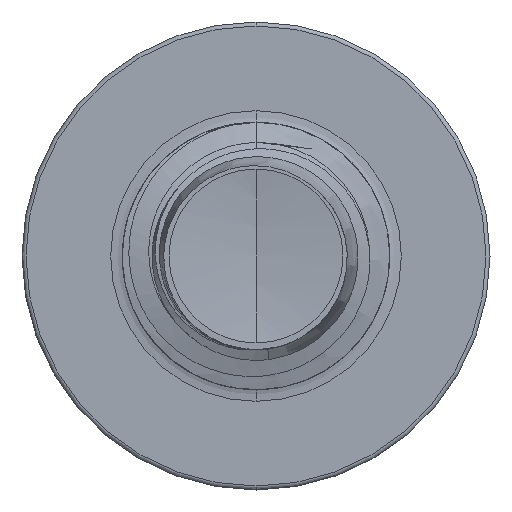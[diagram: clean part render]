
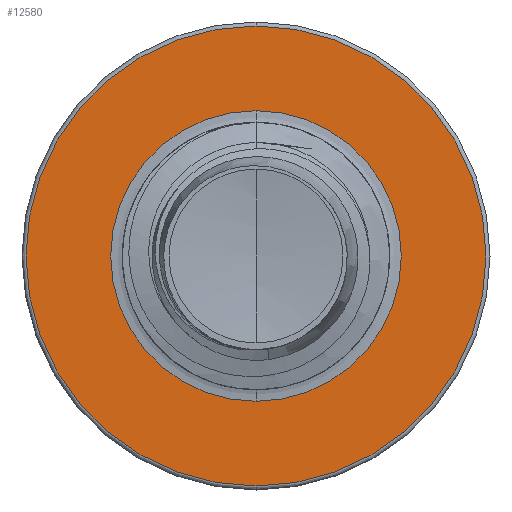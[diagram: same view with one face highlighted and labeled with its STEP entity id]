
A CAD part, front view. The second image highlights one B-rep face of the part: STEP entity #12580.
In plain terms, the highlighted planar face has unit normal (0, -1, 0).
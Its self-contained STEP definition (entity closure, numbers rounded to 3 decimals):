
#492 = EDGE_CURVE ( 'NONE', #34388, #42761, #7403, .T. ) ;
#697 = AXIS2_PLACEMENT_3D ( 'NONE', #45250, #17429, #49716 ) ;
#5489 = CARTESIAN_POINT ( 'NONE',  ( 0., 27.5, -2.174 ) ) ;
#7382 = CIRCLE ( 'NONE', #29239, 3.44 ) ;
#7403 = CIRCLE ( 'NONE', #25621, 2.174 ) ;
#9049 = EDGE_CURVE ( 'NONE', #19110, #55356, #7382, .T. ) ;
#9405 = DIRECTION ( 'NONE',  ( 0., 1., 0. ) ) ;
#9577 = FACE_OUTER_BOUND ( 'NONE', #18874, .T. ) ;
#12580 = ADVANCED_FACE ( 'NONE', ( #9577, #46818 ), #51318, .F. ) ;
#12638 = CARTESIAN_POINT ( 'NONE',  ( 0., 27.5, 0. ) ) ;
#13209 = CARTESIAN_POINT ( 'NONE',  ( 0., 27.5, -2.174 ) ) ;
#15170 = DIRECTION ( 'NONE',  ( 0., 0., 1. ) ) ;
#16847 = CIRCLE ( 'NONE', #38183, 2.174 ) ;
#17429 = DIRECTION ( 'NONE',  ( 0., 1., 0. ) ) ;
#17448 = DIRECTION ( 'NONE',  ( 0., 0., 1. ) ) ;
#18874 = EDGE_LOOP ( 'NONE', ( #29220, #40535 ) ) ;
#19110 = VERTEX_POINT ( 'NONE', #27166 ) ;
#23177 = EDGE_CURVE ( 'NONE', #55356, #19110, #27422, .T. ) ;
#24311 = DIRECTION ( 'NONE',  ( 0., 1., 0. ) ) ;
#25621 = AXIS2_PLACEMENT_3D ( 'NONE', #42067, #9405, #44545 ) ;
#27166 = CARTESIAN_POINT ( 'NONE',  ( 0., 27.5, 3.44 ) ) ;
#27422 = CIRCLE ( 'NONE', #697, 3.44 ) ;
#29220 = ORIENTED_EDGE ( 'NONE', *, *, #9049, .F. ) ;
#29239 = AXIS2_PLACEMENT_3D ( 'NONE', #12638, #45270, #17448 ) ;
#34388 = VERTEX_POINT ( 'NONE', #36267 ) ;
#36267 = CARTESIAN_POINT ( 'NONE',  ( 0., 27.5, 2.174 ) ) ;
#37309 = AXIS2_PLACEMENT_3D ( 'NONE', #5489, #43115, #15170 ) ;
#37766 = ORIENTED_EDGE ( 'NONE', *, *, #41767, .T. ) ;
#38183 = AXIS2_PLACEMENT_3D ( 'NONE', #51619, #24311, #56151 ) ;
#40535 = ORIENTED_EDGE ( 'NONE', *, *, #23177, .F. ) ;
#41767 = EDGE_CURVE ( 'NONE', #42761, #34388, #16847, .T. ) ;
#42067 = CARTESIAN_POINT ( 'NONE',  ( 0., 27.5, 0. ) ) ;
#42761 = VERTEX_POINT ( 'NONE', #13209 ) ;
#43115 = DIRECTION ( 'NONE',  ( 0., 1., 0. ) ) ;
#44545 = DIRECTION ( 'NONE',  ( 0., 0., 1. ) ) ;
#45250 = CARTESIAN_POINT ( 'NONE',  ( 0., 27.5, 0. ) ) ;
#45270 = DIRECTION ( 'NONE',  ( 0., 1., 0. ) ) ;
#45907 = ORIENTED_EDGE ( 'NONE', *, *, #492, .T. ) ;
#46818 = FACE_BOUND ( 'NONE', #59950, .T. ) ;
#49716 = DIRECTION ( 'NONE',  ( 0., 0., 1. ) ) ;
#51318 = PLANE ( 'NONE',  #37309 ) ;
#51619 = CARTESIAN_POINT ( 'NONE',  ( 0., 27.5, 0. ) ) ;
#52096 = CARTESIAN_POINT ( 'NONE',  ( 0., 27.5, -3.44 ) ) ;
#55356 = VERTEX_POINT ( 'NONE', #52096 ) ;
#56151 = DIRECTION ( 'NONE',  ( 0., 0., 1. ) ) ;
#59950 = EDGE_LOOP ( 'NONE', ( #45907, #37766 ) ) ;
